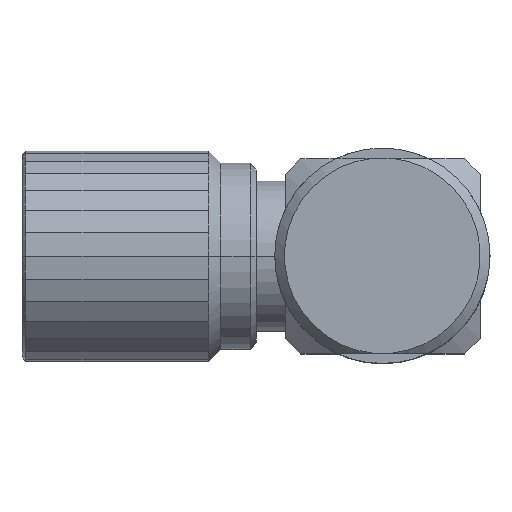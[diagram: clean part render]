
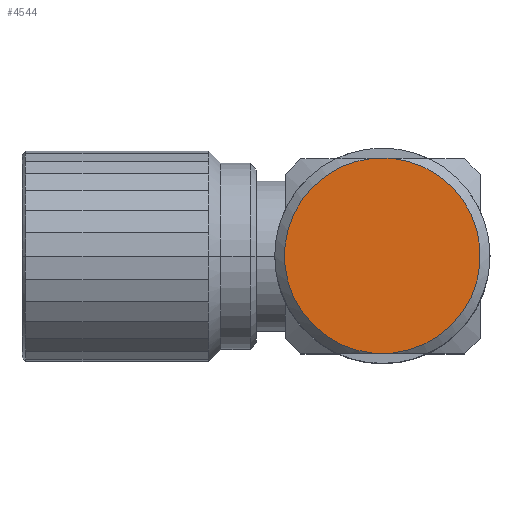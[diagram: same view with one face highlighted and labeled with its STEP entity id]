
A CAD part, top view. The second image highlights one B-rep face of the part: STEP entity #4544.
In plain terms, the highlighted planar face has unit normal (0, 0, 1).
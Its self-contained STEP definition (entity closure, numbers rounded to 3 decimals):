
#1898=CARTESIAN_POINT('',(6.48,0.,12.625));
#1899=DIRECTION('',(0.,0.,1.));
#1900=DIRECTION('',(-0.089,0.996,0.));
#1901=AXIS2_PLACEMENT_3D('',#1898,#1899,#1900);
#1903=CARTESIAN_POINT('',(6.032,-5.,12.625));
#1915=CARTESIAN_POINT('',(6.032,5.,12.625));
#1922=CARTESIAN_POINT('',(6.928,-5.,12.625));
#1924=CARTESIAN_POINT('',(6.48,0.,12.625));
#1925=DIRECTION('',(0.,0.,1.));
#1926=DIRECTION('',(0.089,-0.996,0.));
#1927=AXIS2_PLACEMENT_3D('',#1924,#1925,#1926);
#1929=CARTESIAN_POINT('',(6.928,5.,12.625));
#1936=DIRECTION('',(-1.,0.,0.));
#1937=VECTOR('',#1936,0.895);
#1938=CARTESIAN_POINT('',(6.928,-5.,12.625));
#1939=LINE('',#1938,#1937);
#1940=DIRECTION('',(1.,0.,0.));
#1941=VECTOR('',#1940,0.895);
#1942=CARTESIAN_POINT('',(6.032,5.,12.625));
#1943=LINE('',#1942,#1941);
#2121=VERTEX_POINT('',#1915);
#2122=VERTEX_POINT('',#1929);
#2123=VERTEX_POINT('',#1922);
#2124=VERTEX_POINT('',#1903);
#4532=CARTESIAN_POINT('',(6.48,0.,12.625));
#4533=DIRECTION('',(0.,0.,1.));
#4534=DIRECTION('',(-1.,0.,0.));
#4535=AXIS2_PLACEMENT_3D('',#4532,#4533,#4534);
#4536=PLANE('',#4535);
#4537=ORIENTED_EDGE('',*,*,#4526,.F.);
#4539=ORIENTED_EDGE('',*,*,#4538,.T.);
#4540=ORIENTED_EDGE('',*,*,#4505,.F.);
#4541=ORIENTED_EDGE('',*,*,#4491,.T.);
#4542=EDGE_LOOP('',(#4537,#4539,#4540,#4541));
#4543=FACE_OUTER_BOUND('',#4542,.F.);
#1902=CIRCLE('',#1901,5.02);
#1928=CIRCLE('',#1927,5.02);
#4491=EDGE_CURVE('',#2121,#2122,#1943,.T.);
#4505=EDGE_CURVE('',#2121,#2124,#1902,.T.);
#4526=EDGE_CURVE('',#2123,#2122,#1928,.T.);
#4538=EDGE_CURVE('',#2123,#2124,#1939,.T.);
#4544=ADVANCED_FACE('',(#4543),#4536,.T.);
